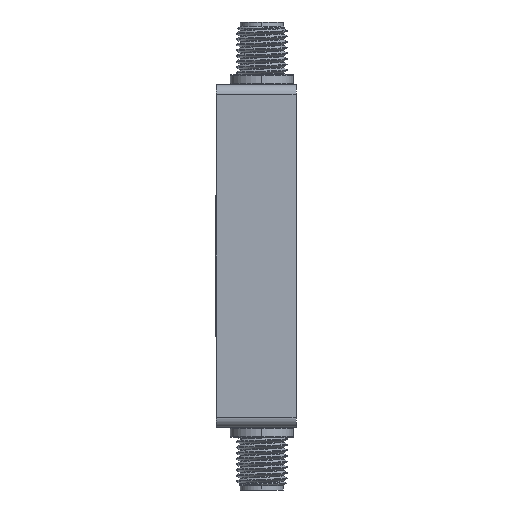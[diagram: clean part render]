
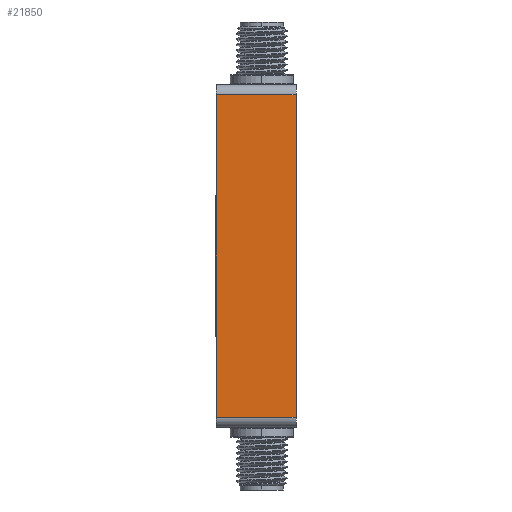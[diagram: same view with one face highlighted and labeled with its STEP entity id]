
A CAD part, left-side view. The second image highlights one B-rep face of the part: STEP entity #21850.
In plain terms, the highlighted planar face has unit normal (-1, 0, 0).
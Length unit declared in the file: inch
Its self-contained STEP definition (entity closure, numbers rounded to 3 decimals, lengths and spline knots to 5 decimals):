
#197 = PLANE ( 'NONE',  #4852 ) ;
#647 = CARTESIAN_POINT ( 'NONE',  ( -1.10236, 0.19685, -0.79646 ) ) ;
#909 = VECTOR ( 'NONE', #8226, 39.37008 ) ;
#1741 = EDGE_CURVE ( 'NONE', #24626, #24145, #4685, .T. ) ;
#2463 = CARTESIAN_POINT ( 'NONE',  ( -1.10236, 0.19685, -0.79646 ) ) ;
#3450 = LINE ( 'NONE', #10935, #22236 ) ;
#4158 = EDGE_CURVE ( 'NONE', #24145, #20891, #13088, .T. ) ;
#4685 = LINE ( 'NONE', #2463, #7688 ) ;
#4852 = AXIS2_PLACEMENT_3D ( 'NONE', #23489, #9817, #14168 ) ;
#5477 = ORIENTED_EDGE ( 'NONE', *, *, #28682, .F. ) ;
#7128 = CARTESIAN_POINT ( 'NONE',  ( -1.10236, -0.19685, -0.79646 ) ) ;
#7688 = VECTOR ( 'NONE', #14349, 39.37008 ) ;
#8226 = DIRECTION ( 'NONE',  ( 0., 1., 0. ) ) ;
#8517 = CARTESIAN_POINT ( 'NONE',  ( -1.10236, 0.19685, 0.79646 ) ) ;
#9445 = EDGE_LOOP ( 'NONE', ( #28637, #13258, #5477, #17932 ) ) ;
#9817 = DIRECTION ( 'NONE',  ( 1., 0., 0. ) ) ;
#10935 = CARTESIAN_POINT ( 'NONE',  ( -1.10236, 0.19685, 0.84646 ) ) ;
#11435 = FACE_OUTER_BOUND ( 'NONE', #9445, .T. ) ;
#12053 = CARTESIAN_POINT ( 'NONE',  ( -1.10236, -0.19685, 0.79646 ) ) ;
#12503 = CARTESIAN_POINT ( 'NONE',  ( -1.10236, -0.19685, 0.84646 ) ) ;
#13088 = LINE ( 'NONE', #12503, #18605 ) ;
#13258 = ORIENTED_EDGE ( 'NONE', *, *, #14472, .T. ) ;
#14168 = DIRECTION ( 'NONE',  ( 0., 0., -1. ) ) ;
#14250 = LINE ( 'NONE', #15413, #909 ) ;
#14349 = DIRECTION ( 'NONE',  ( 0., -1., 0. ) ) ;
#14472 = EDGE_CURVE ( 'NONE', #20891, #22591, #14250, .T. ) ;
#15413 = CARTESIAN_POINT ( 'NONE',  ( -1.10236, 0.19685, 0.79646 ) ) ;
#17932 = ORIENTED_EDGE ( 'NONE', *, *, #1741, .T. ) ;
#18605 = VECTOR ( 'NONE', #22329, 39.37008 ) ;
#20891 = VERTEX_POINT ( 'NONE', #12053 ) ;
#21850 = ADVANCED_FACE ( 'NONE', ( #11435 ), #197, .F. ) ;
#22236 = VECTOR ( 'NONE', #25672, 39.37008 ) ;
#22329 = DIRECTION ( 'NONE',  ( 0., 0., 1. ) ) ;
#22591 = VERTEX_POINT ( 'NONE', #8517 ) ;
#23489 = CARTESIAN_POINT ( 'NONE',  ( -1.10236, 0.19685, 0.84646 ) ) ;
#24145 = VERTEX_POINT ( 'NONE', #7128 ) ;
#24626 = VERTEX_POINT ( 'NONE', #647 ) ;
#25672 = DIRECTION ( 'NONE',  ( 0., 0., 1. ) ) ;
#28637 = ORIENTED_EDGE ( 'NONE', *, *, #4158, .T. ) ;
#28682 = EDGE_CURVE ( 'NONE', #24626, #22591, #3450, .T. ) ;
